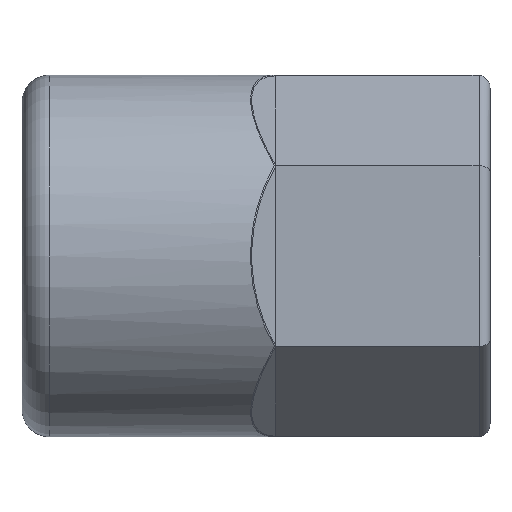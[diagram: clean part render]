
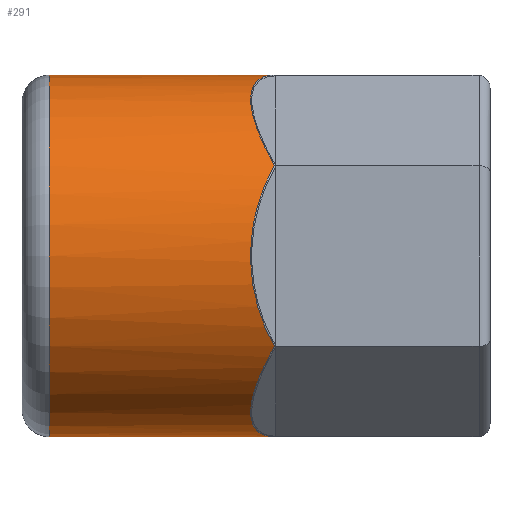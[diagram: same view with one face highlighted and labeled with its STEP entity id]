
A CAD part, front view. The second image highlights one B-rep face of the part: STEP entity #291.
In plain terms, the highlighted cylindrical face has radius 8.166 mm (diameter 16.332 mm), a partial arc.
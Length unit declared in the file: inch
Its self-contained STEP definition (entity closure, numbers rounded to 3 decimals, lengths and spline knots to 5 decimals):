
#50 = VERTEX_POINT ( 'NONE', #1053 ) ;
#63 = VERTEX_POINT ( 'NONE', #1076 ) ;
#108 = VERTEX_POINT ( 'NONE', #1344 ) ;
#110 = EDGE_CURVE ( 'NONE', #50, #108, #1339, .T. ) ;
#112 = EDGE_CURVE ( 'NONE', #63, #113, #1335, .T. ) ;
#113 = VERTEX_POINT ( 'NONE', #1331 ) ;
#291 = ADVANCED_FACE ( 'NONE', ( #2133 ), #2190, .T. ) ;
#292 = EDGE_LOOP ( 'NONE', ( #293, #294, #351, #352, #355, #358, #361, #364, #338, #341, #344, #347 ) ) ;
#293 = ORIENTED_EDGE ( 'NONE', *, *, #112, .F. ) ;
#294 = ORIENTED_EDGE ( 'NONE', *, *, #295, .T. ) ;
#295 = EDGE_CURVE ( 'NONE', #63, #50, #2191, .T. ) ;
#337 = VERTEX_POINT ( 'NONE', #2356 ) ;
#338 = ORIENTED_EDGE ( 'NONE', *, *, #339, .T. ) ;
#339 = EDGE_CURVE ( 'NONE', #337, #340, #2355, .T. ) ;
#340 = VERTEX_POINT ( 'NONE', #2354 ) ;
#341 = ORIENTED_EDGE ( 'NONE', *, *, #342, .T. ) ;
#342 = EDGE_CURVE ( 'NONE', #340, #343, #2349, .T. ) ;
#343 = VERTEX_POINT ( 'NONE', #2348 ) ;
#344 = ORIENTED_EDGE ( 'NONE', *, *, #345, .T. ) ;
#345 = EDGE_CURVE ( 'NONE', #343, #346, #2386, .T. ) ;
#346 = VERTEX_POINT ( 'NONE', #2387 ) ;
#347 = ORIENTED_EDGE ( 'NONE', *, *, #348, .T. ) ;
#348 = EDGE_CURVE ( 'NONE', #346, #113, #2381, .T. ) ;
#351 = ORIENTED_EDGE ( 'NONE', *, *, #110, .T. ) ;
#352 = ORIENTED_EDGE ( 'NONE', *, *, #353, .T. ) ;
#353 = EDGE_CURVE ( 'NONE', #108, #354, #2370, .T. ) ;
#354 = VERTEX_POINT ( 'NONE', #2369 ) ;
#355 = ORIENTED_EDGE ( 'NONE', *, *, #356, .T. ) ;
#356 = EDGE_CURVE ( 'NONE', #354, #357, #2399, .T. ) ;
#357 = VERTEX_POINT ( 'NONE', #2398 ) ;
#358 = ORIENTED_EDGE ( 'NONE', *, *, #359, .T. ) ;
#359 = EDGE_CURVE ( 'NONE', #357, #360, #2393, .T. ) ;
#360 = VERTEX_POINT ( 'NONE', #2392 ) ;
#361 = ORIENTED_EDGE ( 'NONE', *, *, #362, .T. ) ;
#362 = EDGE_CURVE ( 'NONE', #360, #363, #2429, .T. ) ;
#363 = VERTEX_POINT ( 'NONE', #2428 ) ;
#364 = ORIENTED_EDGE ( 'NONE', *, *, #365, .T. ) ;
#365 = EDGE_CURVE ( 'NONE', #363, #337, #2422, .T. ) ;
#1053 = CARTESIAN_POINT ( 'NONE',  ( -0.78315, 0., -0.3215 ) ) ;
#1076 = CARTESIAN_POINT ( 'NONE',  ( -0.78315, 0., 0.3215 ) ) ;
#1331 = CARTESIAN_POINT ( 'NONE',  ( -0.38303, 0., 0.3215 ) ) ;
#1332 = DIRECTION ( 'NONE',  ( 1., 0., 0. ) ) ;
#1333 = VECTOR ( 'NONE', #1332, 39.37008 ) ;
#1334 = CARTESIAN_POINT ( 'NONE',  ( 0., 0., 0.3215 ) ) ;
#1335 = LINE ( 'NONE', #1334, #1333 ) ;
#1336 = DIRECTION ( 'NONE',  ( 1., 0., 0. ) ) ;
#1337 = VECTOR ( 'NONE', #1336, 39.37008 ) ;
#1338 = CARTESIAN_POINT ( 'NONE',  ( 0., 0., -0.3215 ) ) ;
#1339 = LINE ( 'NONE', #1338, #1337 ) ;
#1344 = CARTESIAN_POINT ( 'NONE',  ( -0.38303, 0., -0.3215 ) ) ;
#2133 = FACE_OUTER_BOUND ( 'NONE', #292, .T. ) ;
#2183 = DIRECTION ( 'NONE',  ( 0., 0., -1. ) ) ;
#2184 = DIRECTION ( 'NONE',  ( 1., 0., 0. ) ) ;
#2185 = CARTESIAN_POINT ( 'NONE',  ( -0.78315, 0., 0. ) ) ;
#2186 = AXIS2_PLACEMENT_3D ( 'NONE', #2185, #2184, #2183 ) ;
#2187 = DIRECTION ( 'NONE',  ( 0., 0., -1. ) ) ;
#2188 = DIRECTION ( 'NONE',  ( 1., 0., 0. ) ) ;
#2189 = AXIS2_PLACEMENT_3D ( 'NONE', #2192, #2188, #2187 ) ;
#2190 = CYLINDRICAL_SURFACE ( 'NONE', #2189, 0.3215 ) ;
#2191 = CIRCLE ( 'NONE', #2186, 0.3215 ) ;
#2192 = CARTESIAN_POINT ( 'NONE',  ( 0., 0., 0. ) ) ;
#2344 = CARTESIAN_POINT ( 'NONE',  ( -0.38307, -0.27839, 0.16082 ) ) ;
#2345 = CARTESIAN_POINT ( 'NONE',  ( -0.38305, -0.2784, 0.16079 ) ) ;
#2346 = CARTESIAN_POINT ( 'NONE',  ( -0.38304, -0.27841, 0.16077 ) ) ;
#2347 = CARTESIAN_POINT ( 'NONE',  ( -0.38303, -0.27843, 0.16075 ) ) ;
#2348 = CARTESIAN_POINT ( 'NONE',  ( -0.38307, -0.27839, 0.16082 ) ) ;
#2349 = B_SPLINE_CURVE_WITH_KNOTS ( 'NONE', 3,
 ( #2347, #2346, #2345, #2344 ),
 .UNSPECIFIED., .F., .F.,
 ( 4, 4 ),
 ( 0., 0. ),
 .UNSPECIFIED. ) ;
#2350 = CARTESIAN_POINT ( 'NONE',  ( -0.38303, -0.27843, 0.16075 ) ) ;
#2351 = CARTESIAN_POINT ( 'NONE',  ( -0.38304, -0.27844, 0.16073 ) ) ;
#2352 = CARTESIAN_POINT ( 'NONE',  ( -0.38305, -0.27845, 0.16071 ) ) ;
#2353 = CARTESIAN_POINT ( 'NONE',  ( -0.38307, -0.27847, 0.16068 ) ) ;
#2354 = CARTESIAN_POINT ( 'NONE',  ( -0.38303, -0.27843, 0.16075 ) ) ;
#2355 = B_SPLINE_CURVE_WITH_KNOTS ( 'NONE', 3,
 ( #2353, #2352, #2351, #2350 ),
 .UNSPECIFIED., .F., .F.,
 ( 4, 4 ),
 ( 0., 0. ),
 .UNSPECIFIED. ) ;
#2356 = CARTESIAN_POINT ( 'NONE',  ( -0.38307, -0.27847, 0.16068 ) ) ;
#2369 = CARTESIAN_POINT ( 'NONE',  ( -0.38307, -0.00008, -0.3215 ) ) ;
#2370 = B_SPLINE_CURVE_WITH_KNOTS ( 'NONE', 3,
 ( #2403, #2402, #2401, #2400 ),
 .UNSPECIFIED., .F., .F.,
 ( 4, 4 ),
 ( 0., 0. ),
 .UNSPECIFIED. ) ;
#2376 = CARTESIAN_POINT ( 'NONE',  ( -0.38303, 0., 0.3215 ) ) ;
#2377 = CARTESIAN_POINT ( 'NONE',  ( -0.38304, -0.00003, 0.3215 ) ) ;
#2378 = CARTESIAN_POINT ( 'NONE',  ( -0.38305, -0.00005, 0.3215 ) ) ;
#2379 = CARTESIAN_POINT ( 'NONE',  ( -0.38307, -0.00008, 0.3215 ) ) ;
#2381 = B_SPLINE_CURVE_WITH_KNOTS ( 'NONE', 3,
 ( #2379, #2378, #2377, #2376 ),
 .UNSPECIFIED., .F., .F.,
 ( 4, 4 ),
 ( 0., 0. ),
 .UNSPECIFIED. ) ;
#2382 = CARTESIAN_POINT ( 'NONE',  ( -0.38307, -0.00008, 0.3215 ) ) ;
#2383 = CARTESIAN_POINT ( 'NONE',  ( -0.44131, -0.1177, 0.32147 ) ) ;
#2384 = CARTESIAN_POINT ( 'NONE',  ( -0.44131, -0.21955, 0.26266 ) ) ;
#2385 = CARTESIAN_POINT ( 'NONE',  ( -0.38307, -0.27839, 0.16082 ) ) ;
#2386 =( BOUNDED_CURVE ( )  B_SPLINE_CURVE ( 3, ( #2385, #2384, #2383, #2382 ),
 .UNSPECIFIED., .F., .T. ) 
 B_SPLINE_CURVE_WITH_KNOTS ( ( 4, 4 ),
 ( 2.61824, 3.66495 ),
 .UNSPECIFIED. ) 
 CURVE ( )  GEOMETRIC_REPRESENTATION_ITEM ( )  RATIONAL_B_SPLINE_CURVE ( ( 1., 0.911, 0.911, 1. ) ) 
 REPRESENTATION_ITEM ( '' )  );
#2387 = CARTESIAN_POINT ( 'NONE',  ( -0.38307, -0.00008, 0.3215 ) ) ;
#2388 = CARTESIAN_POINT ( 'NONE',  ( -0.38303, -0.27843, -0.16075 ) ) ;
#2389 = CARTESIAN_POINT ( 'NONE',  ( -0.38304, -0.27841, -0.16077 ) ) ;
#2390 = CARTESIAN_POINT ( 'NONE',  ( -0.38305, -0.2784, -0.16079 ) ) ;
#2391 = CARTESIAN_POINT ( 'NONE',  ( -0.38307, -0.27839, -0.16082 ) ) ;
#2392 = CARTESIAN_POINT ( 'NONE',  ( -0.38303, -0.27843, -0.16075 ) ) ;
#2393 = B_SPLINE_CURVE_WITH_KNOTS ( 'NONE', 3,
 ( #2391, #2390, #2389, #2388 ),
 .UNSPECIFIED., .F., .F.,
 ( 4, 4 ),
 ( 0., 0. ),
 .UNSPECIFIED. ) ;
#2394 = CARTESIAN_POINT ( 'NONE',  ( -0.38307, -0.27839, -0.16082 ) ) ;
#2395 = CARTESIAN_POINT ( 'NONE',  ( -0.44131, -0.21955, -0.26266 ) ) ;
#2396 = CARTESIAN_POINT ( 'NONE',  ( -0.44131, -0.1177, -0.32147 ) ) ;
#2397 = CARTESIAN_POINT ( 'NONE',  ( -0.38307, -0.00008, -0.3215 ) ) ;
#2398 = CARTESIAN_POINT ( 'NONE',  ( -0.38307, -0.27839, -0.16082 ) ) ;
#2399 =( BOUNDED_CURVE ( )  B_SPLINE_CURVE ( 3, ( #2397, #2396, #2395, #2394 ),
 .UNSPECIFIED., .F., .F. ) 
 B_SPLINE_CURVE_WITH_KNOTS ( ( 4, 4 ),
 ( 2.61824, 3.66495 ),
 .UNSPECIFIED. ) 
 CURVE ( )  GEOMETRIC_REPRESENTATION_ITEM ( )  RATIONAL_B_SPLINE_CURVE ( ( 1., 0.911, 0.911, 1. ) ) 
 REPRESENTATION_ITEM ( '' )  );
#2400 = CARTESIAN_POINT ( 'NONE',  ( -0.38307, -0.00008, -0.3215 ) ) ;
#2401 = CARTESIAN_POINT ( 'NONE',  ( -0.38305, -0.00005, -0.3215 ) ) ;
#2402 = CARTESIAN_POINT ( 'NONE',  ( -0.38304, -0.00003, -0.3215 ) ) ;
#2403 = CARTESIAN_POINT ( 'NONE',  ( -0.38303, 0., -0.3215 ) ) ;
#2418 = CARTESIAN_POINT ( 'NONE',  ( -0.38307, -0.27847, 0.16068 ) ) ;
#2419 = CARTESIAN_POINT ( 'NONE',  ( -0.44131, -0.33725, 0.05881 ) ) ;
#2420 = CARTESIAN_POINT ( 'NONE',  ( -0.44131, -0.33725, -0.05881 ) ) ;
#2421 = CARTESIAN_POINT ( 'NONE',  ( -0.38307, -0.27847, -0.16068 ) ) ;
#2422 =( BOUNDED_CURVE ( )  B_SPLINE_CURVE ( 3, ( #2421, #2420, #2419, #2418 ),
 .UNSPECIFIED., .F., .T. ) 
 B_SPLINE_CURVE_WITH_KNOTS ( ( 4, 4 ),
 ( 2.61824, 3.66495 ),
 .UNSPECIFIED. ) 
 CURVE ( )  GEOMETRIC_REPRESENTATION_ITEM ( )  RATIONAL_B_SPLINE_CURVE ( ( 1., 0.911, 0.911, 1. ) ) 
 REPRESENTATION_ITEM ( '' )  );
#2424 = CARTESIAN_POINT ( 'NONE',  ( -0.38307, -0.27847, -0.16068 ) ) ;
#2425 = CARTESIAN_POINT ( 'NONE',  ( -0.38305, -0.27845, -0.16071 ) ) ;
#2426 = CARTESIAN_POINT ( 'NONE',  ( -0.38304, -0.27844, -0.16073 ) ) ;
#2427 = CARTESIAN_POINT ( 'NONE',  ( -0.38303, -0.27843, -0.16075 ) ) ;
#2428 = CARTESIAN_POINT ( 'NONE',  ( -0.38307, -0.27847, -0.16068 ) ) ;
#2429 = B_SPLINE_CURVE_WITH_KNOTS ( 'NONE', 3,
 ( #2427, #2426, #2425, #2424 ),
 .UNSPECIFIED., .F., .F.,
 ( 4, 4 ),
 ( 0., 0. ),
 .UNSPECIFIED. ) ;
